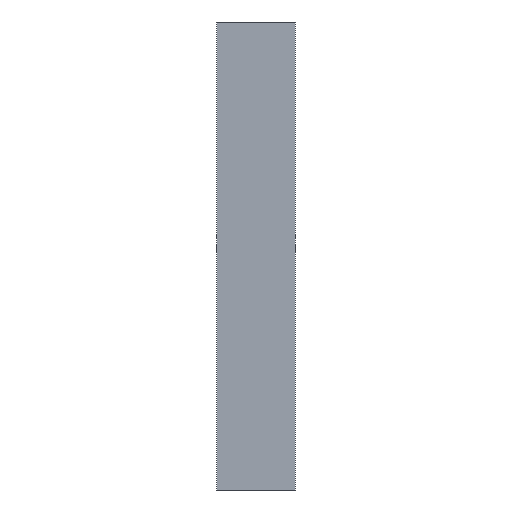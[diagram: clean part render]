
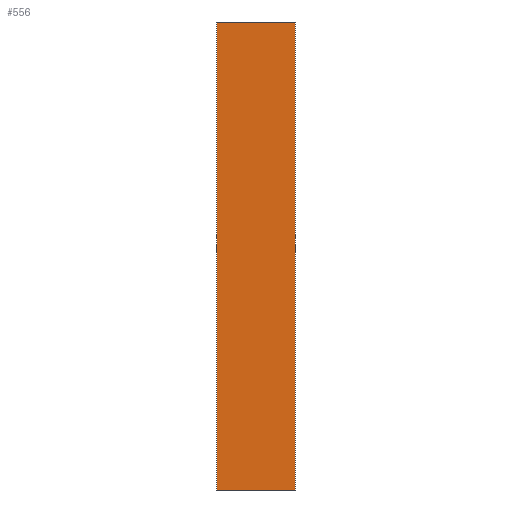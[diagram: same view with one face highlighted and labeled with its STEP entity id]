
A CAD part, front view. The second image highlights one B-rep face of the part: STEP entity #556.
In plain terms, the highlighted planar face has unit normal (0, -1, 0).
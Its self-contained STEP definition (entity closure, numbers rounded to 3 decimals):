
#7 = ORIENTED_EDGE ( 'NONE', *, *, #234, .T. ) ;
#11 = FACE_OUTER_BOUND ( 'NONE', #392, .T. ) ;
#15 = LINE ( 'NONE', #74, #417 ) ;
#19 = CARTESIAN_POINT ( 'NONE',  ( -248., -2., -3000. ) ) ;
#20 = LINE ( 'NONE', #121, #520 ) ;
#24 = EDGE_CURVE ( 'NONE', #571, #158, #515, .T. ) ;
#25 = DIRECTION ( 'NONE',  ( 1., 0., 0. ) ) ;
#32 = CARTESIAN_POINT ( 'NONE',  ( -251., -2., -3000. ) ) ;
#48 = DIRECTION ( 'NONE',  ( -1., 0., 0. ) ) ;
#55 = DIRECTION ( 'NONE',  ( 1., 0., 0. ) ) ;
#58 = EDGE_CURVE ( 'NONE', #551, #571, #20, .T. ) ;
#72 = AXIS2_PLACEMENT_3D ( 'NONE', #439, #167, #490 ) ;
#74 = CARTESIAN_POINT ( 'NONE',  ( -253., -2., 0. ) ) ;
#76 = VECTOR ( 'NONE', #478, 1000. ) ;
#81 = CARTESIAN_POINT ( 'NONE',  ( -251., -2., 0. ) ) ;
#83 = EDGE_CURVE ( 'NONE', #224, #181, #15, .T. ) ;
#108 = DIRECTION ( 'NONE',  ( 1., 0., 0. ) ) ;
#114 = PLANE ( 'NONE',  #72 ) ;
#120 = EDGE_CURVE ( 'NONE', #581, #188, #503, .T. ) ;
#121 = CARTESIAN_POINT ( 'NONE',  ( -253., -2., -3000. ) ) ;
#123 = DIRECTION ( 'NONE',  ( 1., 0., 0. ) ) ;
#139 = CARTESIAN_POINT ( 'NONE',  ( -248., -2., 0. ) ) ;
#146 = CARTESIAN_POINT ( 'NONE',  ( 251., -2., -3000. ) ) ;
#153 = CARTESIAN_POINT ( 'NONE',  ( -253., -2., -3000. ) ) ;
#156 = EDGE_CURVE ( 'NONE', #181, #401, #477, .T. ) ;
#158 = VERTEX_POINT ( 'NONE', #190 ) ;
#161 = ORIENTED_EDGE ( 'NONE', *, *, #315, .F. ) ;
#167 = DIRECTION ( 'NONE',  ( 0., -1., 0. ) ) ;
#172 = VECTOR ( 'NONE', #344, 1000. ) ;
#181 = VERTEX_POINT ( 'NONE', #460 ) ;
#188 = VERTEX_POINT ( 'NONE', #359 ) ;
#189 = ORIENTED_EDGE ( 'NONE', *, *, #378, .F. ) ;
#190 = CARTESIAN_POINT ( 'NONE',  ( 251., -2., -3000. ) ) ;
#204 = VECTOR ( 'NONE', #55, 1000. ) ;
#224 = VERTEX_POINT ( 'NONE', #231 ) ;
#231 = CARTESIAN_POINT ( 'NONE',  ( -248., -2., 0. ) ) ;
#234 = EDGE_CURVE ( 'NONE', #224, #581, #451, .T. ) ;
#243 = ORIENTED_EDGE ( 'NONE', *, *, #156, .F. ) ;
#267 = CARTESIAN_POINT ( 'NONE',  ( 251., -2., 0. ) ) ;
#315 = EDGE_CURVE ( 'NONE', #401, #158, #589, .T. ) ;
#330 = ORIENTED_EDGE ( 'NONE', *, *, #120, .T. ) ;
#333 = VECTOR ( 'NONE', #472, 1000. ) ;
#344 = DIRECTION ( 'NONE',  ( 0., 0., -1. ) ) ;
#345 = ORIENTED_EDGE ( 'NONE', *, *, #24, .T. ) ;
#350 = CARTESIAN_POINT ( 'NONE',  ( 248., -2., -3000. ) ) ;
#359 = CARTESIAN_POINT ( 'NONE',  ( -251., -2., -3000. ) ) ;
#378 = EDGE_CURVE ( 'NONE', #551, #188, #476, .T. ) ;
#392 = EDGE_LOOP ( 'NONE', ( #562, #7, #330, #189, #496, #345, #161, #243 ) ) ;
#401 = VERTEX_POINT ( 'NONE', #267 ) ;
#417 = VECTOR ( 'NONE', #108, 1000. ) ;
#439 = CARTESIAN_POINT ( 'NONE',  ( -253., -2., -3000. ) ) ;
#451 = LINE ( 'NONE', #139, #574 ) ;
#460 = CARTESIAN_POINT ( 'NONE',  ( 248., -2., 0. ) ) ;
#472 = DIRECTION ( 'NONE',  ( 0., 0., -1. ) ) ;
#476 = LINE ( 'NONE', #153, #76 ) ;
#477 = LINE ( 'NONE', #487, #204 ) ;
#478 = DIRECTION ( 'NONE',  ( -1., 0., 0. ) ) ;
#487 = CARTESIAN_POINT ( 'NONE',  ( -253., -2., 0. ) ) ;
#490 = DIRECTION ( 'NONE',  ( 0., 0., -1. ) ) ;
#496 = ORIENTED_EDGE ( 'NONE', *, *, #58, .T. ) ;
#503 = LINE ( 'NONE', #32, #172 ) ;
#515 = LINE ( 'NONE', #568, #561 ) ;
#520 = VECTOR ( 'NONE', #25, 1000. ) ;
#551 = VERTEX_POINT ( 'NONE', #19 ) ;
#556 = ADVANCED_FACE ( 'NONE', ( #11 ), #114, .T. ) ;
#561 = VECTOR ( 'NONE', #123, 1000. ) ;
#562 = ORIENTED_EDGE ( 'NONE', *, *, #83, .F. ) ;
#568 = CARTESIAN_POINT ( 'NONE',  ( 248., -2., -3000. ) ) ;
#571 = VERTEX_POINT ( 'NONE', #350 ) ;
#574 = VECTOR ( 'NONE', #48, 1000. ) ;
#581 = VERTEX_POINT ( 'NONE', #81 ) ;
#589 = LINE ( 'NONE', #146, #333 ) ;
